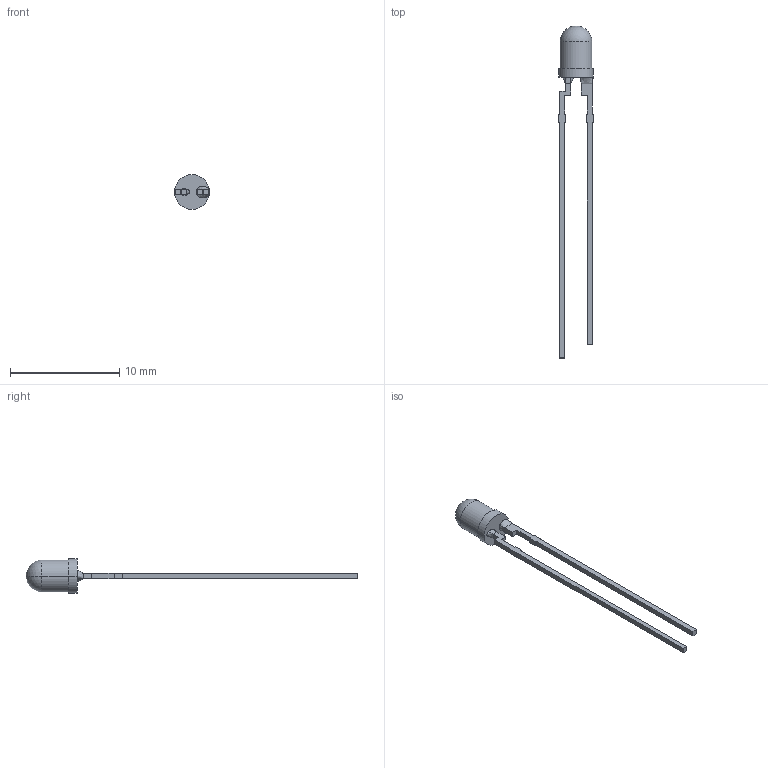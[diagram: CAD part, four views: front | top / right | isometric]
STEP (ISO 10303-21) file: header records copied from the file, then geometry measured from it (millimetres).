
FILE_DESCRIPTION (( 'STEP AP214' ), '1' );
FILE_NAME ('HLMP-1503.STEP', '2023-12-26T06:20:16', ( 'LENOVO' ), ( '' ), 'SwSTEP 2.0', 'SolidWorks 2021', '' );
FILE_SCHEMA (( 'AUTOMOTIVE_DESIGN' ));
Length unit declared in the file: millimetre
Products named in the file (1): HLMP-1503
Bounding box: 3.19 x 30.45 x 3.17 mm (x, y, z)
Volume: 41.9 mm3; surface area: 159.1 mm2
Topology: 5 solids, 5 shells, 54 faces, 132 edges, 87 vertices
Faces by surface type: plane 40, bspline 8, cylinder 4, sphere 2
Entity records: 1756 total; most frequent: CARTESIAN_POINT 484, ORIENTED_EDGE 256, DIRECTION 216, EDGE_CURVE 128, LINE 102, VECTOR 102, VERTEX_POINT 85, AXIS2_PLACEMENT_3D 57
